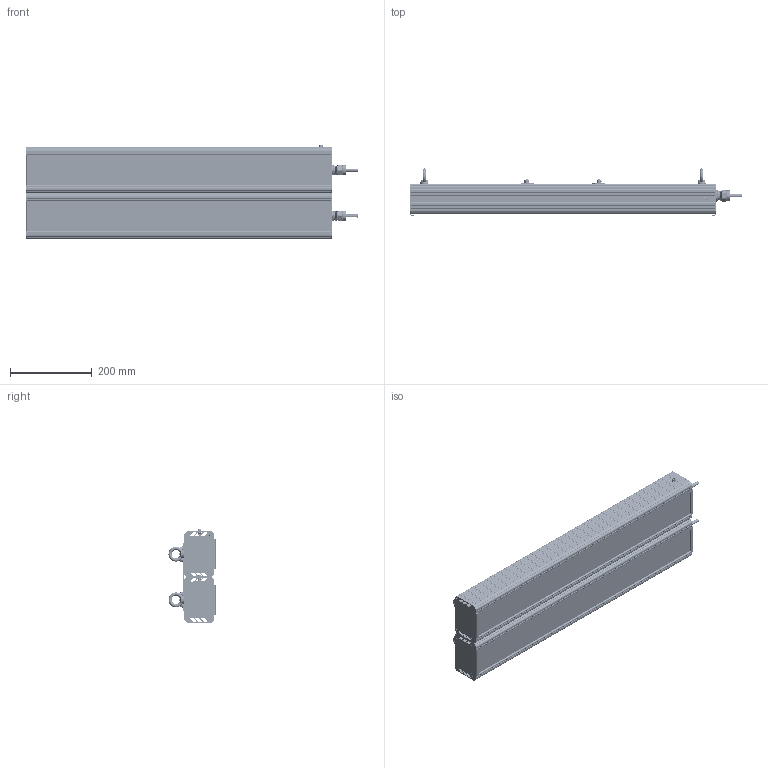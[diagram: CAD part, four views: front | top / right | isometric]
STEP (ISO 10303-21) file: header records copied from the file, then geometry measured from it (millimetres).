
FILE_DESCRIPTION(('STEP AP214'), '1');
FILE_NAME('001.0090.32.000 - ÃÑÏ-Ïðèìà-2Åõ-200(2õ100)', '2024-04-09T04:11:00', ('Åâãåíèé'), ('ÎÊÁ Ñâîé Ñòèëü'), 'C3D Converter', 'C3D Toolkit', '');
FILE_SCHEMA(('AUTOMOTIVE_DESIGN { 1 0 10303 214 3 1 1}'));
Length unit declared in the file: millimetre
Products named in the file (36): 001.0090.32.000; 001.0065.02.000
Assembly tree (97 placements, depth 3):
  001.0090.32.000
    (unnamed)  x2
      (unnamed)
      (unnamed)
      (unnamed)
      (unnamed)
      (unnamed)
      (unnamed)
      (unnamed)
      (unnamed)
      (unnamed)
      (unnamed)
      (unnamed)
      (unnamed)
    (unnamed)  x20
      (unnamed)
      (unnamed)
      (unnamed)
      (unnamed)
      (unnamed)
      (unnamed)
      (unnamed)
      (unnamed)
      (unnamed)
    (unnamed)  x2
      (unnamed)
    001.0065.02.000  x4
      (unnamed)
      (unnamed)
    (unnamed)  x3
    (unnamed)  x4
    (unnamed)  x4
    (unnamed)  x4
    (unnamed)  x4
    (unnamed)  x4
    (unnamed)  x2
Bounding box: 814 x 115.41 x 229.35 mm (x, y, z)
Volume: 2836839.3 mm3; surface area: 2409448.7 mm2
Topology: 753 solids, 753 shells, 7641 faces, 17535 edges, 11707 vertices
Faces by surface type: plane 5253, cylinder 2003, cone 204, bspline 102, sphere 60, torus 19
Full cylindrical faces by diameter (mm): 1 x60, 2 x40, 2.5 x80, 2.8 x500, 3.2 x60, 3.5 x100, 4 x18, 4.917 x8, 5 x6, 6 x13, 6.6 x8, 7 x4, 8 x16, 10 x2, 11 x8, 12.5 x2, 13 x2, 16 x2, 17 x2, 18 x2, 18.5 x2, 19 x2, 20 x2, 21.5 x2, 22 x4, 25.5 x2
Entity records: 74190 total; most frequent: CARTESIAN_POINT 35619, DIRECTION 6654, ORIENTED_EDGE 5498, EDGE_CURVE 2749, AXIS2_PLACEMENT_3D 2457, VERTEX_POINT 1899, LINE 1740, VECTOR 1740
